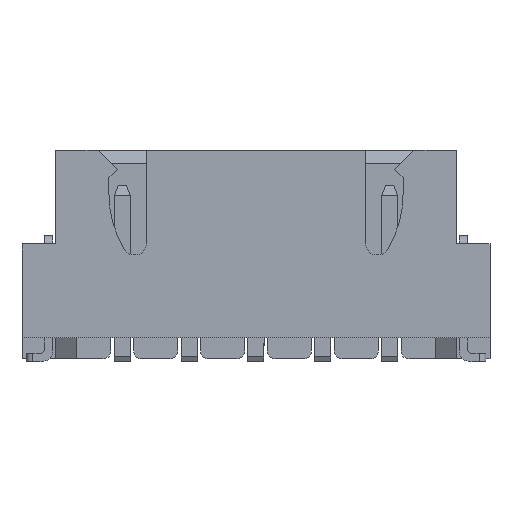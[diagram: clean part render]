
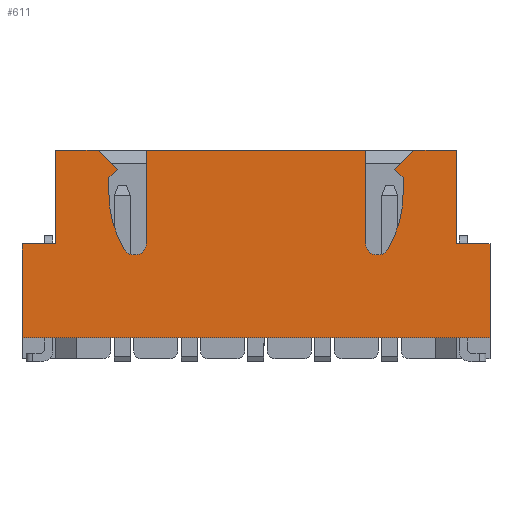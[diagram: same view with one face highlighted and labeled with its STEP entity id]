
A CAD part, front view. The second image highlights one B-rep face of the part: STEP entity #611.
In plain terms, the highlighted planar face has unit normal (0, -1, 0).
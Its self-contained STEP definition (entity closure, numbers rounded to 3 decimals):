
#611=ADVANCED_FACE('',(#1658),#1659,.T.);
#1658=FACE_OUTER_BOUND('',#3143,.T.);
#1659=PLANE('',#3144);
#3143=EDGE_LOOP('',(#5100,#5101,#5102,#5103,#5104,#5105,#5106,#5107,#5108,#5109,#5110,#5111,#5112,#5113,#5114,#5115,#5116,#5117,#5118,#5119,#5120,#5121,#5122,#5123,#5124,#5125));
#3144=AXIS2_PLACEMENT_3D('',#5126,#5127,#5128);
#5100=ORIENTED_EDGE('',*,*,#9590,.F.);
#5101=ORIENTED_EDGE('',*,*,#9591,.F.);
#5102=ORIENTED_EDGE('',*,*,#9592,.T.);
#5103=ORIENTED_EDGE('',*,*,#9593,.F.);
#5104=ORIENTED_EDGE('',*,*,#9594,.T.);
#5105=ORIENTED_EDGE('',*,*,#9595,.T.);
#5106=ORIENTED_EDGE('',*,*,#9596,.T.);
#5107=ORIENTED_EDGE('',*,*,#9597,.F.);
#5108=ORIENTED_EDGE('',*,*,#9598,.T.);
#5109=ORIENTED_EDGE('',*,*,#9599,.F.);
#5110=ORIENTED_EDGE('',*,*,#9600,.T.);
#5111=ORIENTED_EDGE('',*,*,#9601,.F.);
#5112=ORIENTED_EDGE('',*,*,#9602,.F.);
#5113=ORIENTED_EDGE('',*,*,#9603,.T.);
#5114=ORIENTED_EDGE('',*,*,#9604,.T.);
#5115=ORIENTED_EDGE('',*,*,#9605,.F.);
#5116=ORIENTED_EDGE('',*,*,#9606,.T.);
#5117=ORIENTED_EDGE('',*,*,#9607,.F.);
#5118=ORIENTED_EDGE('',*,*,#9608,.F.);
#5119=ORIENTED_EDGE('',*,*,#9609,.T.);
#5120=ORIENTED_EDGE('',*,*,#9610,.T.);
#5121=ORIENTED_EDGE('',*,*,#9611,.F.);
#5122=ORIENTED_EDGE('',*,*,#9290,.F.);
#5123=ORIENTED_EDGE('',*,*,#9612,.T.);
#5124=ORIENTED_EDGE('',*,*,#9613,.T.);
#5125=ORIENTED_EDGE('',*,*,#9516,.F.);
#5126=CARTESIAN_POINT('',(-7.5,-3.0,0.0));
#5127=DIRECTION('',(0.0,-1.0,0.0));
#5128=DIRECTION('',(1.0,0.0,0.0));
#9290=EDGE_CURVE('',#11227,#11228,#11229,.T.);
#9516=EDGE_CURVE('',#11604,#11606,#11607,.T.);
#9590=EDGE_CURVE('',#11743,#11604,#11744,.T.);
#9591=EDGE_CURVE('',#11745,#11743,#11746,.T.);
#9592=EDGE_CURVE('',#11745,#11747,#11748,.T.);
#9593=EDGE_CURVE('',#11749,#11747,#11750,.T.);
#9594=EDGE_CURVE('',#11749,#11751,#11752,.T.);
#9595=EDGE_CURVE('',#11751,#11753,#11754,.T.);
#9596=EDGE_CURVE('',#11753,#11755,#11756,.T.);
#9597=EDGE_CURVE('',#11757,#11755,#11758,.T.);
#9598=EDGE_CURVE('',#11757,#11759,#11760,.T.);
#9599=EDGE_CURVE('',#11761,#11759,#11762,.T.);
#9600=EDGE_CURVE('',#11761,#11763,#11764,.T.);
#9601=EDGE_CURVE('',#11765,#11763,#11766,.T.);
#9602=EDGE_CURVE('',#11767,#11765,#11768,.T.);
#9603=EDGE_CURVE('',#11767,#11769,#11770,.T.);
#9604=EDGE_CURVE('',#11769,#11771,#11772,.T.);
#9605=EDGE_CURVE('',#11773,#11771,#11774,.T.);
#9606=EDGE_CURVE('',#11773,#11775,#11776,.T.);
#9607=EDGE_CURVE('',#11777,#11775,#11778,.T.);
#9608=EDGE_CURVE('',#11779,#11777,#11780,.T.);
#9609=EDGE_CURVE('',#11779,#11781,#11782,.T.);
#9610=EDGE_CURVE('',#11781,#11783,#11784,.T.);
#9611=EDGE_CURVE('',#11228,#11783,#11785,.T.);
#9612=EDGE_CURVE('',#11227,#11786,#11787,.T.);
#9613=EDGE_CURVE('',#11786,#11606,#11788,.T.);
#11227=VERTEX_POINT('',#14058);
#11228=VERTEX_POINT('',#14059);
#11229=LINE('',#14060,#14061);
#11604=VERTEX_POINT('',#14616);
#11606=VERTEX_POINT('',#14619);
#11607=LINE('',#14620,#14621);
#11743=VERTEX_POINT('',#14827);
#11744=LINE('',#14828,#14829);
#11745=VERTEX_POINT('',#14830);
#11746=LINE('',#14831,#14832);
#11747=VERTEX_POINT('',#14833);
#11748=LINE('',#14834,#14835);
#11749=VERTEX_POINT('',#14836);
#11750=LINE('',#14837,#14838);
#11751=VERTEX_POINT('',#14839);
#11752=LINE('',#14840,#14841);
#11753=VERTEX_POINT('',#14842);
#11754=LINE('',#14843,#14844);
#11755=VERTEX_POINT('',#14845);
#11756=LINE('',#14846,#14847);
#11757=VERTEX_POINT('',#14848);
#11758=CIRCLE('',#14849,4.096);
#11759=VERTEX_POINT('',#14850);
#11760=CIRCLE('',#14851,0.4);
#11761=VERTEX_POINT('',#14852);
#11762=LINE('',#14853,#14854);
#11763=VERTEX_POINT('',#14855);
#11764=CIRCLE('',#14856,0.4);
#11765=VERTEX_POINT('',#14857);
#11766=LINE('',#14858,#14859);
#11767=VERTEX_POINT('',#14860);
#11768=LINE('',#14861,#14862);
#11769=VERTEX_POINT('',#14863);
#11770=LINE('',#14864,#14865);
#11771=VERTEX_POINT('',#14866);
#11772=CIRCLE('',#14867,0.4);
#11773=VERTEX_POINT('',#14868);
#11774=LINE('',#14869,#14870);
#11775=VERTEX_POINT('',#14871);
#11776=CIRCLE('',#14872,0.4);
#11777=VERTEX_POINT('',#14873);
#11778=CIRCLE('',#14874,4.096);
#11779=VERTEX_POINT('',#14875);
#11780=LINE('',#14876,#14877);
#11781=VERTEX_POINT('',#14878);
#11782=LINE('',#14879,#14880);
#11783=VERTEX_POINT('',#14881);
#11784=LINE('',#14882,#14883);
#11785=LINE('',#14884,#14885);
#11786=VERTEX_POINT('',#14886);
#11787=LINE('',#14887,#14888);
#11788=LINE('',#14889,#14890);
#14058=CARTESIAN_POINT('',(-7.5,-3.0,4.3));
#14059=CARTESIAN_POINT('',(-7.5,-3.0,7.8));
#14060=CARTESIAN_POINT('',(-7.5,-3.0,4.3));
#14061=VECTOR('',#18022,1.0);
#14616=CARTESIAN_POINT('',(8.75,-3.0,0.8));
#14619=CARTESIAN_POINT('',(-8.75,-3.0,0.8));
#14620=CARTESIAN_POINT('',(8.75,-3.0,0.8));
#14621=VECTOR('',#18234,1.0);
#14827=CARTESIAN_POINT('',(8.75,-3.0,4.3));
#14828=CARTESIAN_POINT('',(8.75,-3.0,4.3));
#14829=VECTOR('',#18305,1.0);
#14830=CARTESIAN_POINT('',(7.5,-3.0,4.3));
#14831=CARTESIAN_POINT('',(7.5,-3.0,4.3));
#14832=VECTOR('',#18306,1.0);
#14833=CARTESIAN_POINT('',(7.5,-3.0,7.8));
#14834=CARTESIAN_POINT('',(7.5,-3.0,4.3));
#14835=VECTOR('',#18307,1.0);
#14836=CARTESIAN_POINT('',(5.9,-3.0,7.8));
#14837=CARTESIAN_POINT('',(5.9,-3.0,7.8));
#14838=VECTOR('',#18308,1.0);
#14839=CARTESIAN_POINT('',(5.181,-3.0,7.081));
#14840=CARTESIAN_POINT('',(5.9,-3.0,7.8));
#14841=VECTOR('',#18309,1.0);
#14842=CARTESIAN_POINT('',(5.5,-3.0,6.795));
#14843=CARTESIAN_POINT('',(5.181,-3.0,7.081));
#14844=VECTOR('',#18310,1.0);
#14845=CARTESIAN_POINT('',(5.5,-3.0,6.19));
#14846=CARTESIAN_POINT('',(5.5,-3.0,6.795));
#14847=VECTOR('',#18311,1.0);
#14848=CARTESIAN_POINT('',(4.924,-3.0,4.095));
#14849=AXIS2_PLACEMENT_3D('',#18312,#18313,#18314);
#14850=CARTESIAN_POINT('',(4.58,-3.0,3.9));
#14851=AXIS2_PLACEMENT_3D('',#18315,#18316,#18317);
#14852=CARTESIAN_POINT('',(4.5,-3.0,3.9));
#14853=CARTESIAN_POINT('',(4.5,-3.0,3.9));
#14854=VECTOR('',#18318,1.0);
#14855=CARTESIAN_POINT('',(4.1,-3.0,4.3));
#14856=AXIS2_PLACEMENT_3D('',#18319,#18320,#18321);
#14857=CARTESIAN_POINT('',(4.1,-3.0,7.8));
#14858=CARTESIAN_POINT('',(4.1,-3.0,7.8));
#14859=VECTOR('',#18322,1.0);
#14860=CARTESIAN_POINT('',(-4.1,-3.0,7.8));
#14861=CARTESIAN_POINT('',(-4.1,-3.0,7.8));
#14862=VECTOR('',#18323,1.0);
#14863=CARTESIAN_POINT('',(-4.1,-3.0,4.3));
#14864=CARTESIAN_POINT('',(-4.1,-3.0,7.8));
#14865=VECTOR('',#18324,1.0);
#14866=CARTESIAN_POINT('',(-4.5,-3.0,3.9));
#14867=AXIS2_PLACEMENT_3D('',#18325,#18326,#18327);
#14868=CARTESIAN_POINT('',(-4.58,-3.0,3.9));
#14869=CARTESIAN_POINT('',(-4.58,-3.0,3.9));
#14870=VECTOR('',#18328,1.0);
#14871=CARTESIAN_POINT('',(-4.924,-3.0,4.095));
#14872=AXIS2_PLACEMENT_3D('',#18329,#18330,#18331);
#14873=CARTESIAN_POINT('',(-5.5,-3.0,6.19));
#14874=AXIS2_PLACEMENT_3D('',#18332,#18333,#18334);
#14875=CARTESIAN_POINT('',(-5.5,-3.0,6.795));
#14876=CARTESIAN_POINT('',(-5.5,-3.0,6.795));
#14877=VECTOR('',#18335,1.0);
#14878=CARTESIAN_POINT('',(-5.181,-3.0,7.081));
#14879=CARTESIAN_POINT('',(-5.5,-3.0,6.795));
#14880=VECTOR('',#18336,1.0);
#14881=CARTESIAN_POINT('',(-5.9,-3.0,7.8));
#14882=CARTESIAN_POINT('',(-5.181,-3.0,7.081));
#14883=VECTOR('',#18337,1.0);
#14884=CARTESIAN_POINT('',(-7.5,-3.0,7.8));
#14885=VECTOR('',#18338,1.0);
#14886=CARTESIAN_POINT('',(-8.75,-3.0,4.3));
#14887=CARTESIAN_POINT('',(-7.5,-3.0,4.3));
#14888=VECTOR('',#18339,1.0);
#14889=CARTESIAN_POINT('',(-8.75,-3.0,4.3));
#14890=VECTOR('',#18340,1.0);
#18022=DIRECTION('',(0.0,0.0,1.0));
#18234=DIRECTION('',(-1.0,0.0,0.0));
#18305=DIRECTION('',(0.0,0.0,-1.0));
#18306=DIRECTION('',(1.0,0.0,0.0));
#18307=DIRECTION('',(0.0,0.0,1.0));
#18308=DIRECTION('',(1.0,0.0,0.0));
#18309=DIRECTION('',(-0.707,0.0,-0.707));
#18310=DIRECTION('',(0.744,0.0,-0.668));
#18311=DIRECTION('',(0.0,0.0,-1.0));
#18312=CARTESIAN_POINT('',(1.404,-3.0,6.19));
#18313=DIRECTION('',(0.0,-1.0,0.0));
#18314=DIRECTION('',(0.859,0.0,-0.511));
#18315=CARTESIAN_POINT('',(4.58,-3.0,4.3));
#18316=DIRECTION('',(0.,1.0,0.));
#18317=DIRECTION('',(0.859,0.,-0.511));
#18318=DIRECTION('',(1.0,0.0,0.0));
#18319=CARTESIAN_POINT('',(4.5,-3.0,4.3));
#18320=DIRECTION('',(0.,1.0,0.));
#18321=DIRECTION('',(0.,0.,-1.0));
#18322=DIRECTION('',(0.0,0.0,-1.0));
#18323=DIRECTION('',(1.0,0.0,0.0));
#18324=DIRECTION('',(0.0,0.0,-1.0));
#18325=CARTESIAN_POINT('',(-4.5,-3.0,4.3));
#18326=DIRECTION('',(0.,1.0,0.));
#18327=DIRECTION('',(1.0,0.,0.));
#18328=DIRECTION('',(1.0,0.0,0.0));
#18329=CARTESIAN_POINT('',(-4.58,-3.0,4.3));
#18330=DIRECTION('',(0.,1.0,0.));
#18331=DIRECTION('',(0.,0.,-1.0));
#18332=CARTESIAN_POINT('',(-1.404,-3.0,6.19));
#18333=DIRECTION('',(0.0,-1.0,0.0));
#18334=DIRECTION('',(-1.0,0.0,0.));
#18335=DIRECTION('',(0.0,0.0,-1.0));
#18336=DIRECTION('',(0.744,0.0,0.668));
#18337=DIRECTION('',(-0.707,0.0,0.707));
#18338=DIRECTION('',(1.0,0.0,0.0));
#18339=DIRECTION('',(-1.0,0.0,0.0));
#18340=DIRECTION('',(0.0,0.0,-1.0));
